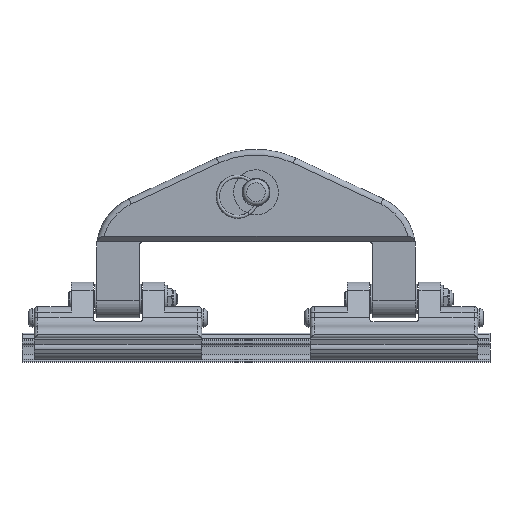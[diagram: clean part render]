
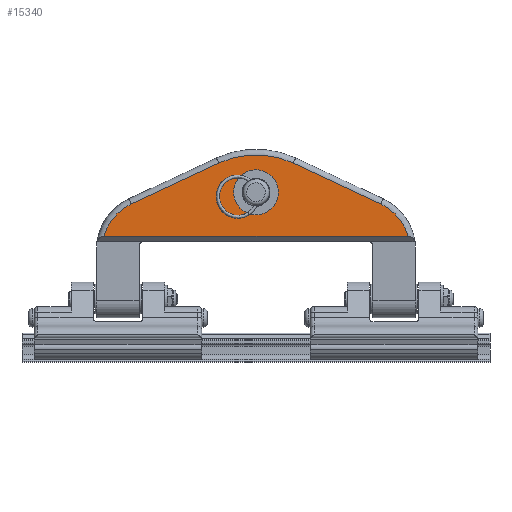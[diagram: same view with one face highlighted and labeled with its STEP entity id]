
A CAD part, left-side view. The second image highlights one B-rep face of the part: STEP entity #15340.
In plain terms, the highlighted planar face has unit normal (-1, 0, 0).
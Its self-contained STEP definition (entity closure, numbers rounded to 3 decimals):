
#259=FACE_BOUND('',#1790,.T.);
#344=PLANE('',#16319);
#892=FACE_OUTER_BOUND('',#1789,.T.);
#1789=EDGE_LOOP('',(#10393,#10394,#10395,#10396,#10397,#10398));
#1790=EDGE_LOOP('',(#10399));
#2729=CIRCLE('',#16252,27.);
#2763=CIRCLE('',#16320,47.);
#2764=CIRCLE('',#16321,27.);
#2765=CIRCLE('',#16322,12.);
#3920=LINE('',#23484,#5065);
#3921=LINE('',#23486,#5066);
#3922=LINE('',#23490,#5067);
#5065=VECTOR('',#18294,10.);
#5066=VECTOR('',#18295,10.);
#5067=VECTOR('',#18298,10.);
#6191=VERTEX_POINT('',#22945);
#6193=VERTEX_POINT('',#22958);
#6267=VERTEX_POINT('',#23483);
#6268=VERTEX_POINT('',#23485);
#6269=VERTEX_POINT('',#23487);
#6270=VERTEX_POINT('',#23489);
#6271=VERTEX_POINT('',#23492);
#7777=EDGE_CURVE('',#6191,#6193,#2729,.T.);
#7877=EDGE_CURVE('',#6191,#6267,#3920,.T.);
#7878=EDGE_CURVE('',#6193,#6268,#3921,.T.);
#7879=EDGE_CURVE('',#6269,#6268,#2763,.T.);
#7880=EDGE_CURVE('',#6270,#6269,#3922,.T.);
#7881=EDGE_CURVE('',#6267,#6270,#2764,.T.);
#7882=EDGE_CURVE('',#6271,#6271,#2765,.T.);
#10393=ORIENTED_EDGE('',*,*,#7877,.F.);
#10394=ORIENTED_EDGE('',*,*,#7777,.T.);
#10395=ORIENTED_EDGE('',*,*,#7878,.T.);
#10396=ORIENTED_EDGE('',*,*,#7879,.F.);
#10397=ORIENTED_EDGE('',*,*,#7880,.F.);
#10398=ORIENTED_EDGE('',*,*,#7881,.F.);
#10399=ORIENTED_EDGE('',*,*,#7882,.T.);
#15340=ADVANCED_FACE('',(#892,#259),#344,.T.);
#16252=AXIS2_PLACEMENT_3D('',#22960,#18111,#18112);
#16319=AXIS2_PLACEMENT_3D('',#23482,#18292,#18293);
#16320=AXIS2_PLACEMENT_3D('',#23488,#18296,#18297);
#16321=AXIS2_PLACEMENT_3D('',#23491,#18299,#18300);
#16322=AXIS2_PLACEMENT_3D('',#23493,#18301,#18302);
#18111=DIRECTION('center_axis',(-1.,0.,0.));
#18112=DIRECTION('ref_axis',(0.,-0.772,0.635));
#18292=DIRECTION('center_axis',(-1.,0.,0.));
#18293=DIRECTION('ref_axis',(0.,-1.,0.));
#18294=DIRECTION('',(0.,1.,0.));
#18295=DIRECTION('',(0.,0.906,0.423));
#18296=DIRECTION('center_axis',(1.,0.,0.));
#18297=DIRECTION('ref_axis',(0.,0.216,0.976));
#18298=DIRECTION('',(0.,-0.906,0.423));
#18299=DIRECTION('center_axis',(1.,0.,0.));
#18300=DIRECTION('ref_axis',(0.,0.772,0.635));
#18301=DIRECTION('center_axis',(1.,0.,0.));
#18302=DIRECTION('ref_axis',(0.,0.078,0.997));
#22945=CARTESIAN_POINT('',(-12.,-81.273,56.2));
#22958=CARTESIAN_POINT('',(-12.,-66.661,73.474));
#22960=CARTESIAN_POINT('Origin',(-12.,-55.25,49.004));
#23482=CARTESIAN_POINT('Origin',(-12.,0.,
102.7));
#23483=CARTESIAN_POINT('',(-12.,81.273,56.2));
#23484=CARTESIAN_POINT('',(-12.,0.,56.2));
#23485=CARTESIAN_POINT('',(-12.,-19.863,95.296));
#23486=CARTESIAN_POINT('',(-12.,-33.686,88.851));
#23487=CARTESIAN_POINT('',(-12.,19.863,95.296));
#23488=CARTESIAN_POINT('Origin',(-12.,0.,52.7));
#23489=CARTESIAN_POINT('',(-12.,66.661,73.474));
#23490=CARTESIAN_POINT('',(-12.,33.686,88.851));
#23491=CARTESIAN_POINT('Origin',(-12.,55.25,49.004));
#23492=CARTESIAN_POINT('',(-12.,-0.931,67.736));
#23493=CARTESIAN_POINT('Origin',(-12.,0.,79.7));
